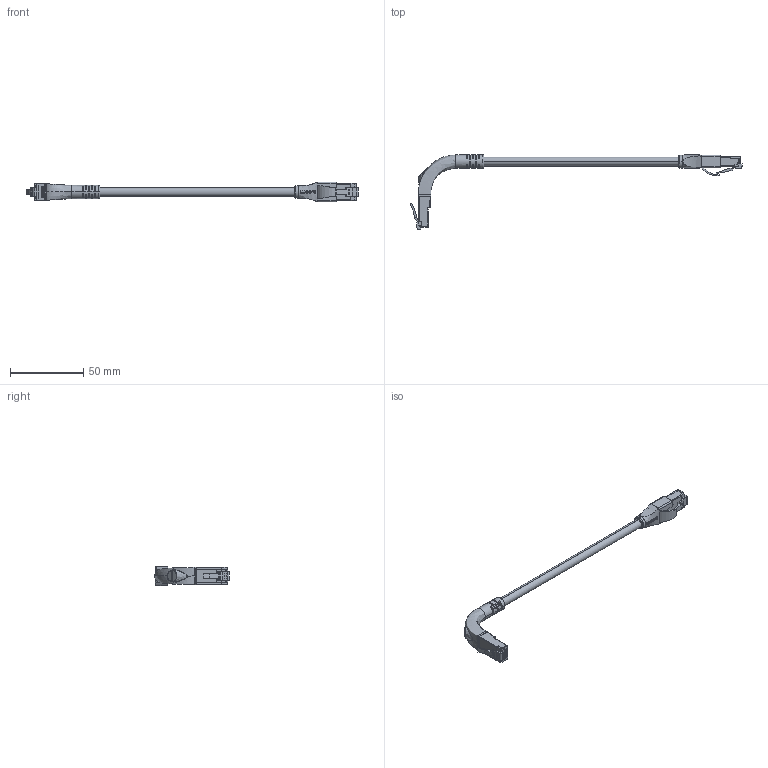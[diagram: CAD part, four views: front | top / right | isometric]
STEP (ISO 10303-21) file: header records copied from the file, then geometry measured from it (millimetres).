
FILE_DESCRIPTION (( 'STEP AP203' ), '1' );
FILE_NAME ('TRD695SRA15.STEP', '2014-05-29T17:36:46', ( 'x' ), ( '' ), 'SwSTEP 2.0', 'SolidWorks 2014', '' );
FILE_SCHEMA (( 'CONFIG_CONTROL_DESIGN' ));
Length unit declared in the file: inch
Products named in the file (18): 1AD03-013-MA4_crimped strain relief; 1AD03-025-MA2___; TDS8PC5-MA3; 1AD03-025-MA4___; 1AD03-013_crimped; 1AD03-025-MA5___; 1AY01-034_NEW LOGO, entry size not shown; 1AD03-025___; 1AD03-013_1AY01-034 Assy_New Logo (entry size not shown); MTN-842_UP; RA-RJ45-MA2_6" long; TRD695SRA15; 1AD03-013-MA3; MTN-842; 1AD03-013-MA2; 1AD03-025-MA1___; 1AD03-013-MA1; 1AD03-025-MA3___
Assembly tree (30 placements, depth 4):
  TRD695SRA15
    RA-RJ45-MA2_6" long
    MTN-842_UP
      MTN-842
      1AD03-025___
        1AD03-025-MA1___
        1AD03-025-MA3___  x4
        1AD03-025-MA2___
        1AD03-025-MA4___  x4
        1AD03-025-MA5___
    1AD03-013_1AY01-034 Assy_New Logo (entry size not shown)
      1AD03-013_crimped
        1AD03-013-MA3
        1AD03-013-MA2
        1AD03-013-MA1
        1AD03-013-MA4_crimped strain relief
        TDS8PC5-MA3  x8
      1AY01-034_NEW LOGO, entry size not shown
Bounding box: 227.19 x 50.77 x 13.67 mm (x, y, z)
Volume: 7844.1 mm3; surface area: 16882.4 mm2
Topology: 26 solids, 26 shells, 1828 faces, 5149 edges, 3312 vertices
Faces by surface type: plane 1346, cylinder 350, bspline 106, sphere 18, torus 8
Entity records: 48020 total; most frequent: CARTESIAN_POINT 12797, ORIENTED_EDGE 7370, DIRECTION 6178, EDGE_CURVE 3685, VECTOR 2680, LINE 2680, VERTEX_POINT 2369, AXIS2_PLACEMENT_3D 1749
